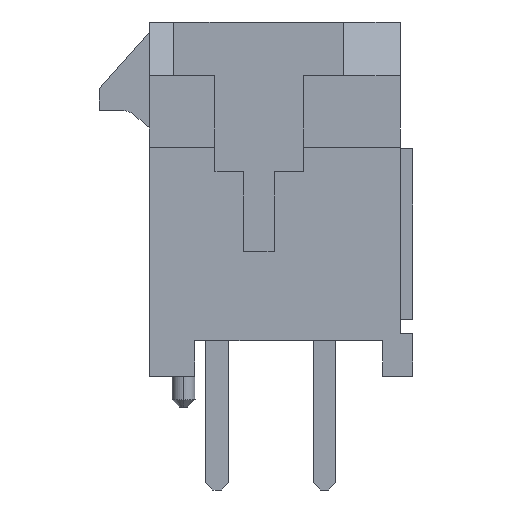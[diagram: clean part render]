
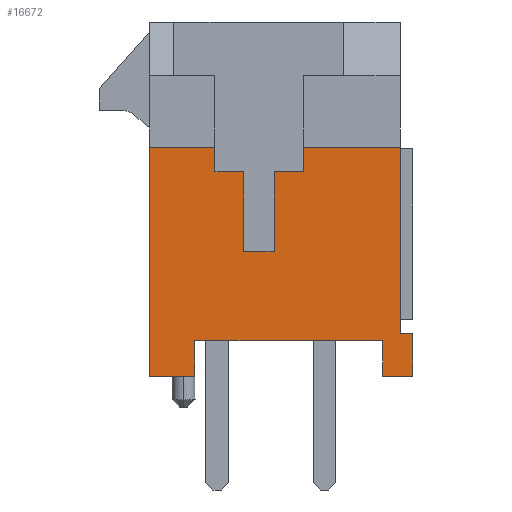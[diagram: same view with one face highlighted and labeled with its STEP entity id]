
A CAD part, left-side view. The second image highlights one B-rep face of the part: STEP entity #16672.
In plain terms, the highlighted planar face has unit normal (-1, 0, 0).
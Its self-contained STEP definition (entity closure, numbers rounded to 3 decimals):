
#220 = DIRECTION ( 'NONE',  ( 0., -1., 0. ) ) ;
#359 = VERTEX_POINT ( 'NONE', #16299 ) ;
#429 = ORIENTED_EDGE ( 'NONE', *, *, #13977, .T. ) ;
#565 = LINE ( 'NONE', #18258, #22065 ) ;
#569 = LINE ( 'NONE', #20962, #19631 ) ;
#585 = DIRECTION ( 'NONE',  ( 0., 0., 1. ) ) ;
#639 = ORIENTED_EDGE ( 'NONE', *, *, #16310, .T. ) ;
#648 = DIRECTION ( 'NONE',  ( 0., 0., -1. ) ) ;
#681 = ORIENTED_EDGE ( 'NONE', *, *, #11385, .T. ) ;
#741 = DIRECTION ( 'NONE',  ( 0., -1., 0. ) ) ;
#778 = LINE ( 'NONE', #17685, #1989 ) ;
#783 = CARTESIAN_POINT ( 'NONE',  ( -5.075, 3.4, 0. ) ) ;
#889 = DIRECTION ( 'NONE',  ( 0., 0., -1. ) ) ;
#944 = DIRECTION ( 'NONE',  ( 0., -1., 0. ) ) ;
#1501 = EDGE_CURVE ( 'NONE', #9939, #17507, #14932, .T. ) ;
#1920 = VERTEX_POINT ( 'NONE', #5358 ) ;
#1989 = VECTOR ( 'NONE', #889, 1000. ) ;
#2201 = CARTESIAN_POINT ( 'NONE',  ( -5.075, 1.563, 8.41 ) ) ;
#2255 = DIRECTION ( 'NONE',  ( 0., 0., -1. ) ) ;
#2308 = LINE ( 'NONE', #9182, #21588 ) ;
#2401 = EDGE_CURVE ( 'NONE', #17669, #6615, #10577, .T. ) ;
#2431 = LINE ( 'NONE', #16099, #9332 ) ;
#2687 = CARTESIAN_POINT ( 'NONE',  ( -5.075, -3.97, 1.2 ) ) ;
#3102 = LINE ( 'NONE', #22134, #16965 ) ;
#3180 = EDGE_CURVE ( 'NONE', #5477, #5975, #19379, .T. ) ;
#3433 = CARTESIAN_POINT ( 'NONE',  ( -5.075, -0.905, 5.72 ) ) ;
#3545 = EDGE_CURVE ( 'NONE', #5975, #359, #17547, .T. ) ;
#3713 = CARTESIAN_POINT ( 'NONE',  ( -5.075, -3.97, 1.2 ) ) ;
#3850 = CARTESIAN_POINT ( 'NONE',  ( -5.075, -0.092, 5.72 ) ) ;
#4091 = EDGE_CURVE ( 'NONE', #5477, #11438, #2308, .T. ) ;
#4631 = ORIENTED_EDGE ( 'NONE', *, *, #1501, .F. ) ;
#4852 = DIRECTION ( 'NONE',  ( 0., -1., 0. ) ) ;
#5032 = ORIENTED_EDGE ( 'NONE', *, *, #3180, .F. ) ;
#5225 = DIRECTION ( 'NONE',  ( 0., -1., 0. ) ) ;
#5264 = CARTESIAN_POINT ( 'NONE',  ( -5.075, -3.97, 0. ) ) ;
#5354 = CARTESIAN_POINT ( 'NONE',  ( -5.075, 3.4, 6.41 ) ) ;
#5358 = CARTESIAN_POINT ( 'NONE',  ( -5.075, 0.764, 5.72 ) ) ;
#5477 = VERTEX_POINT ( 'NONE', #5354 ) ;
#5522 = VECTOR ( 'NONE', #648, 1000. ) ;
#5703 = CARTESIAN_POINT ( 'NONE',  ( -5.075, 1.563, 6.41 ) ) ;
#5839 = DIRECTION ( 'NONE',  ( 0., -1., 0. ) ) ;
#5906 = VECTOR ( 'NONE', #5225, 1000. ) ;
#5975 = VERTEX_POINT ( 'NONE', #5703 ) ;
#6010 = LINE ( 'NONE', #9705, #7759 ) ;
#6113 = ORIENTED_EDGE ( 'NONE', *, *, #20560, .T. ) ;
#6175 = DIRECTION ( 'NONE',  ( 0., 0., 1. ) ) ;
#6341 = EDGE_CURVE ( 'NONE', #11438, #21872, #6010, .T. ) ;
#6615 = VERTEX_POINT ( 'NONE', #6635 ) ;
#6635 = CARTESIAN_POINT ( 'NONE',  ( -5.075, -0.905, 5.72 ) ) ;
#7309 = ORIENTED_EDGE ( 'NONE', *, *, #18459, .F. ) ;
#7759 = VECTOR ( 'NONE', #944, 1000. ) ;
#7827 = CARTESIAN_POINT ( 'NONE',  ( -5.075, 2.126, 1. ) ) ;
#8653 = CARTESIAN_POINT ( 'NONE',  ( -5.075, -3.62, 1.2 ) ) ;
#9076 = EDGE_CURVE ( 'NONE', #359, #1920, #2431, .T. ) ;
#9092 = VECTOR ( 'NONE', #17567, 1000. ) ;
#9182 = CARTESIAN_POINT ( 'NONE',  ( -5.075, 3.4, 9.91 ) ) ;
#9332 = VECTOR ( 'NONE', #741, 1000. ) ;
#9505 = VECTOR ( 'NONE', #11162, 1000. ) ;
#9677 = VERTEX_POINT ( 'NONE', #8653 ) ;
#9705 = CARTESIAN_POINT ( 'NONE',  ( -5.075, 3.4, 0. ) ) ;
#9939 = VERTEX_POINT ( 'NONE', #11890 ) ;
#10002 = VECTOR ( 'NONE', #220, 1000. ) ;
#10090 = ORIENTED_EDGE ( 'NONE', *, *, #12071, .F. ) ;
#10148 = LINE ( 'NONE', #21908, #5906 ) ;
#10251 = VECTOR ( 'NONE', #4852, 1000. ) ;
#10271 = DIRECTION ( 'NONE',  ( 0., 0., 1. ) ) ;
#10368 = DIRECTION ( 'NONE',  ( 0., -1., 0. ) ) ;
#10577 = LINE ( 'NONE', #3850, #12456 ) ;
#10693 = CARTESIAN_POINT ( 'NONE',  ( -5.075, -0.092, 3.491 ) ) ;
#10890 = DIRECTION ( 'NONE',  ( 0., 1., 0. ) ) ;
#10903 = CARTESIAN_POINT ( 'NONE',  ( -5.075, -3.62, 6.41 ) ) ;
#11017 = LINE ( 'NONE', #2687, #19491 ) ;
#11150 = LINE ( 'NONE', #17721, #11681 ) ;
#11162 = DIRECTION ( 'NONE',  ( 0., 0., -1. ) ) ;
#11212 = PLANE ( 'NONE',  #16646 ) ;
#11385 = EDGE_CURVE ( 'NONE', #15476, #9677, #11017, .T. ) ;
#11409 = CARTESIAN_POINT ( 'NONE',  ( -5.075, -3.125, 0. ) ) ;
#11438 = VERTEX_POINT ( 'NONE', #783 ) ;
#11681 = VECTOR ( 'NONE', #2255, 1000. ) ;
#11755 = ORIENTED_EDGE ( 'NONE', *, *, #2401, .F. ) ;
#11779 = ORIENTED_EDGE ( 'NONE', *, *, #6341, .T. ) ;
#11890 = CARTESIAN_POINT ( 'NONE',  ( -5.075, -0.905, 6.41 ) ) ;
#12071 = EDGE_CURVE ( 'NONE', #12161, #17669, #15721, .T. ) ;
#12161 = VERTEX_POINT ( 'NONE', #20981 ) ;
#12456 = VECTOR ( 'NONE', #10368, 1000. ) ;
#12665 = ORIENTED_EDGE ( 'NONE', *, *, #21231, .F. ) ;
#12711 = ORIENTED_EDGE ( 'NONE', *, *, #15760, .F. ) ;
#12986 = ORIENTED_EDGE ( 'NONE', *, *, #3545, .F. ) ;
#13183 = CARTESIAN_POINT ( 'NONE',  ( -5.075, 0.764, 3.491 ) ) ;
#13308 = VERTEX_POINT ( 'NONE', #13183 ) ;
#13777 = LINE ( 'NONE', #21065, #10002 ) ;
#13896 = DIRECTION ( 'NONE',  ( 0., 0., -1. ) ) ;
#13977 = EDGE_CURVE ( 'NONE', #21872, #20511, #565, .T. ) ;
#14017 = CARTESIAN_POINT ( 'NONE',  ( -5.075, 3.4, 6.41 ) ) ;
#14060 = CARTESIAN_POINT ( 'NONE',  ( -5.075, -3.125, 1. ) ) ;
#14175 = LINE ( 'NONE', #21016, #9505 ) ;
#14266 = VERTEX_POINT ( 'NONE', #11409 ) ;
#14543 = ORIENTED_EDGE ( 'NONE', *, *, #9076, .F. ) ;
#14570 = DIRECTION ( 'NONE',  ( 1., 0., 0. ) ) ;
#14691 = EDGE_LOOP ( 'NONE', ( #4631, #16383, #11755, #10090, #7309, #12665, #14543, #12986, #5032, #18664, #11779, #429, #6113, #639, #15469, #12711, #681, #15276 ) ) ;
#14932 = LINE ( 'NONE', #16725, #10251 ) ;
#15276 = ORIENTED_EDGE ( 'NONE', *, *, #20572, .T. ) ;
#15469 = ORIENTED_EDGE ( 'NONE', *, *, #18922, .T. ) ;
#15476 = VERTEX_POINT ( 'NONE', #3713 ) ;
#15721 = LINE ( 'NONE', #10693, #19908 ) ;
#15760 = EDGE_CURVE ( 'NONE', #15476, #18501, #778, .T. ) ;
#16099 = CARTESIAN_POINT ( 'NONE',  ( -5.075, 1.563, 5.72 ) ) ;
#16266 = VERTEX_POINT ( 'NONE', #14060 ) ;
#16299 = CARTESIAN_POINT ( 'NONE',  ( -5.075, 1.563, 5.72 ) ) ;
#16310 = EDGE_CURVE ( 'NONE', #16266, #14266, #14175, .T. ) ;
#16383 = ORIENTED_EDGE ( 'NONE', *, *, #17079, .F. ) ;
#16646 = AXIS2_PLACEMENT_3D ( 'NONE', #21508, #14570, #18139 ) ;
#16672 = ADVANCED_FACE ( 'NONE', ( #17909 ), #11212, .F. ) ;
#16725 = CARTESIAN_POINT ( 'NONE',  ( -5.075, 3.4, 6.41 ) ) ;
#16965 = VECTOR ( 'NONE', #10271, 1000. ) ;
#17079 = EDGE_CURVE ( 'NONE', #6615, #9939, #20577, .T. ) ;
#17083 = DIRECTION ( 'NONE',  ( 0., 0., 1. ) ) ;
#17379 = VECTOR ( 'NONE', #17083, 1000. ) ;
#17507 = VERTEX_POINT ( 'NONE', #10903 ) ;
#17547 = LINE ( 'NONE', #2201, #5522 ) ;
#17567 = DIRECTION ( 'NONE',  ( 0., -1., 0. ) ) ;
#17669 = VERTEX_POINT ( 'NONE', #21251 ) ;
#17685 = CARTESIAN_POINT ( 'NONE',  ( -5.075, -3.97, 0. ) ) ;
#17721 = CARTESIAN_POINT ( 'NONE',  ( -5.075, 0.764, 5.72 ) ) ;
#17909 = FACE_OUTER_BOUND ( 'NONE', #14691, .T. ) ;
#18139 = DIRECTION ( 'NONE',  ( 0., 0., -1. ) ) ;
#18258 = CARTESIAN_POINT ( 'NONE',  ( -5.075, 2.126, 0. ) ) ;
#18459 = EDGE_CURVE ( 'NONE', #13308, #12161, #569, .T. ) ;
#18501 = VERTEX_POINT ( 'NONE', #5264 ) ;
#18664 = ORIENTED_EDGE ( 'NONE', *, *, #4091, .T. ) ;
#18922 = EDGE_CURVE ( 'NONE', #14266, #18501, #13777, .T. ) ;
#19379 = LINE ( 'NONE', #14017, #9092 ) ;
#19491 = VECTOR ( 'NONE', #10890, 1000. ) ;
#19631 = VECTOR ( 'NONE', #5839, 1000. ) ;
#19705 = CARTESIAN_POINT ( 'NONE',  ( -5.075, 2.126, 0. ) ) ;
#19908 = VECTOR ( 'NONE', #585, 1000. ) ;
#20511 = VERTEX_POINT ( 'NONE', #7827 ) ;
#20560 = EDGE_CURVE ( 'NONE', #20511, #16266, #10148, .T. ) ;
#20572 = EDGE_CURVE ( 'NONE', #9677, #17507, #3102, .T. ) ;
#20577 = LINE ( 'NONE', #3433, #17379 ) ;
#20962 = CARTESIAN_POINT ( 'NONE',  ( -5.075, 0.764, 3.491 ) ) ;
#20981 = CARTESIAN_POINT ( 'NONE',  ( -5.075, -0.092, 3.491 ) ) ;
#21016 = CARTESIAN_POINT ( 'NONE',  ( -5.075, -3.125, 0. ) ) ;
#21065 = CARTESIAN_POINT ( 'NONE',  ( -5.075, 3.4, 0. ) ) ;
#21231 = EDGE_CURVE ( 'NONE', #1920, #13308, #11150, .T. ) ;
#21251 = CARTESIAN_POINT ( 'NONE',  ( -5.075, -0.092, 5.72 ) ) ;
#21508 = CARTESIAN_POINT ( 'NONE',  ( -5.075, 3.4, 9.91 ) ) ;
#21588 = VECTOR ( 'NONE', #13896, 1000. ) ;
#21872 = VERTEX_POINT ( 'NONE', #19705 ) ;
#21908 = CARTESIAN_POINT ( 'NONE',  ( -5.075, 2.126, 1. ) ) ;
#22065 = VECTOR ( 'NONE', #6175, 1000. ) ;
#22134 = CARTESIAN_POINT ( 'NONE',  ( -5.075, -3.62, 0. ) ) ;
